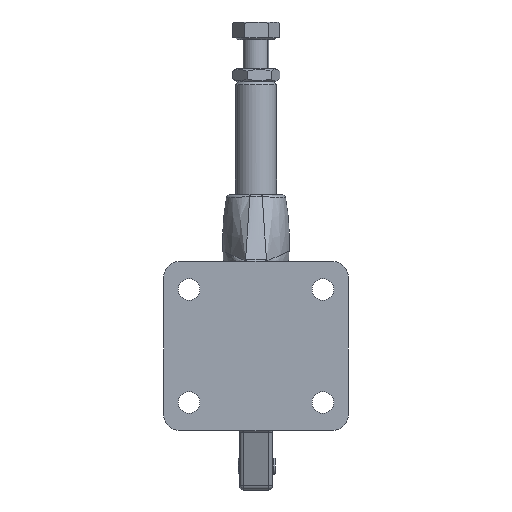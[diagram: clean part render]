
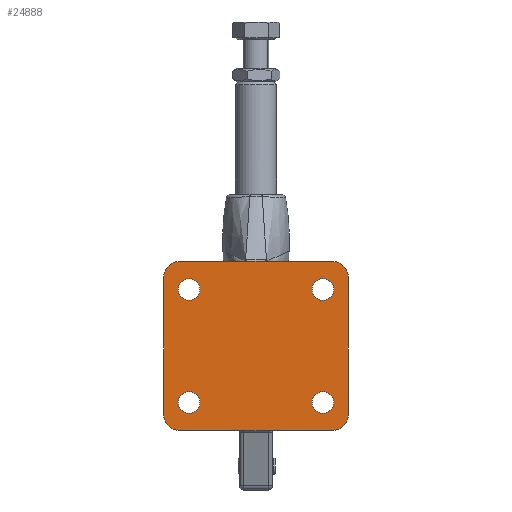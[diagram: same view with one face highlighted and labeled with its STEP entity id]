
A CAD part, front view. The second image highlights one B-rep face of the part: STEP entity #24888.
In plain terms, the highlighted planar face has unit normal (0, -1, 0).
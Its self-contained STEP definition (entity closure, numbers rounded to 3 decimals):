
#42 = EDGE_CURVE ( 'NONE', #4723, #4686, #10671, .T. ) ;
#48 = EDGE_CURVE ( 'NONE', #4722, #4679, #10683, .T. ) ;
#57 = EDGE_CURVE ( 'NONE', #5078, #8797, #10698, .T. ) ;
#58 = EDGE_CURVE ( 'NONE', #5076, #5072, #10689, .T. ) ;
#59 = EDGE_CURVE ( 'NONE', #5074, #5085, #10699, .T. ) ;
#60 = EDGE_CURVE ( 'NONE', #5081, #5087, #10700, .T. ) ;
#61 = EDGE_CURVE ( 'NONE', #4729, #4695, #10701, .T. ) ;
#62 = EDGE_CURVE ( 'NONE', #4649, #4679, #10703, .T. ) ;
#63 = EDGE_CURVE ( 'NONE', #4722, #4723, #10704, .T. ) ;
#64 = EDGE_CURVE ( 'NONE', #4686, #4734, #10705, .T. ) ;
#1868 = CARTESIAN_POINT ( 'NONE',  ( 28.6, -25.4, -20.6 ) ) ;
#1869 = DIRECTION ( 'NONE',  ( -1., 0., 0. ) ) ;
#1879 = CARTESIAN_POINT ( 'NONE',  ( 28.6, -25.4, -73. ) ) ;
#1880 = DIRECTION ( 'NONE',  ( 0., 0., -1. ) ) ;
#1900 = CARTESIAN_POINT ( 'NONE',  ( 20.7, -25.4, -64.3 ) ) ;
#1901 = DIRECTION ( 'NONE',  ( 0., -1., 0. ) ) ;
#1902 = DIRECTION ( 'NONE',  ( 0., 0., -1. ) ) ;
#1903 = CARTESIAN_POINT ( 'NONE',  ( -20.7, -25.4, -64.3 ) ) ;
#1904 = DIRECTION ( 'NONE',  ( 0., -1., 0. ) ) ;
#1905 = DIRECTION ( 'NONE',  ( 0., 0., -1. ) ) ;
#1906 = CARTESIAN_POINT ( 'NONE',  ( 20.7, -25.4, -29.3 ) ) ;
#1907 = DIRECTION ( 'NONE',  ( 0., -1., 0. ) ) ;
#1908 = DIRECTION ( 'NONE',  ( 0., 0., -1. ) ) ;
#1909 = CARTESIAN_POINT ( 'NONE',  ( -20.7, -25.4, -29.3 ) ) ;
#1910 = DIRECTION ( 'NONE',  ( 0., -1., 0. ) ) ;
#1911 = DIRECTION ( 'NONE',  ( 0., 0., -1. ) ) ;
#1912 = CARTESIAN_POINT ( 'NONE',  ( -23.6, -25.4, -68. ) ) ;
#1913 = DIRECTION ( 'NONE',  ( 0., -1., 0. ) ) ;
#1914 = DIRECTION ( 'NONE',  ( 0., 0., 1. ) ) ;
#1915 = CARTESIAN_POINT ( 'NONE',  ( 23.6, -25.4, -68. ) ) ;
#1916 = DIRECTION ( 'NONE',  ( 0., -1., 0. ) ) ;
#1917 = DIRECTION ( 'NONE',  ( 0., 0., 1. ) ) ;
#1920 = CARTESIAN_POINT ( 'NONE',  ( 23.6, -25.4, -25.6 ) ) ;
#1921 = DIRECTION ( 'NONE',  ( 0., -1., 0. ) ) ;
#1922 = DIRECTION ( 'NONE',  ( 0., 0., 1. ) ) ;
#1923 = CARTESIAN_POINT ( 'NONE',  ( -23.6, -25.4, -25.6 ) ) ;
#1924 = DIRECTION ( 'NONE',  ( 0., -1., 0. ) ) ;
#1925 = DIRECTION ( 'NONE',  ( 0., 0., 1. ) ) ;
#4649 = VERTEX_POINT ( 'NONE', #14464 ) ;
#4679 = VERTEX_POINT ( 'NONE', #14494 ) ;
#4686 = VERTEX_POINT ( 'NONE', #14501 ) ;
#4695 = VERTEX_POINT ( 'NONE', #14510 ) ;
#4722 = VERTEX_POINT ( 'NONE', #14537 ) ;
#4723 = VERTEX_POINT ( 'NONE', #14538 ) ;
#4729 = VERTEX_POINT ( 'NONE', #14544 ) ;
#4734 = VERTEX_POINT ( 'NONE', #14549 ) ;
#5072 = VERTEX_POINT ( 'NONE', #14571 ) ;
#5074 = VERTEX_POINT ( 'NONE', #14564 ) ;
#5076 = VERTEX_POINT ( 'NONE', #14579 ) ;
#5078 = VERTEX_POINT ( 'NONE', #14581 ) ;
#5081 = VERTEX_POINT ( 'NONE', #14584 ) ;
#5085 = VERTEX_POINT ( 'NONE', #14588 ) ;
#5087 = VERTEX_POINT ( 'NONE', #14590 ) ;
#5384 = ORIENTED_EDGE ( 'NONE', *, *, #57, .F. ) ;
#5385 = ORIENTED_EDGE ( 'NONE', *, *, #5836, .F. ) ;
#5386 = ORIENTED_EDGE ( 'NONE', *, *, #58, .F. ) ;
#5387 = ORIENTED_EDGE ( 'NONE', *, *, #5840, .F. ) ;
#5388 = ORIENTED_EDGE ( 'NONE', *, *, #59, .F. ) ;
#5389 = ORIENTED_EDGE ( 'NONE', *, *, #5844, .F. ) ;
#5390 = ORIENTED_EDGE ( 'NONE', *, *, #60, .F. ) ;
#5391 = ORIENTED_EDGE ( 'NONE', *, *, #5848, .F. ) ;
#5392 = ORIENTED_EDGE ( 'NONE', *, *, #5916, .T. ) ;
#5393 = ORIENTED_EDGE ( 'NONE', *, *, #61, .T. ) ;
#5394 = ORIENTED_EDGE ( 'NONE', *, *, #5922, .F. ) ;
#5395 = ORIENTED_EDGE ( 'NONE', *, *, #62, .T. ) ;
#5396 = ORIENTED_EDGE ( 'NONE', *, *, #48, .F. ) ;
#5397 = ORIENTED_EDGE ( 'NONE', *, *, #63, .T. ) ;
#5398 = ORIENTED_EDGE ( 'NONE', *, *, #42, .T. ) ;
#5399 = ORIENTED_EDGE ( 'NONE', *, *, #64, .T. ) ;
#5836 = EDGE_CURVE ( 'NONE', #8797, #5078, #15833, .T. ) ;
#5840 = EDGE_CURVE ( 'NONE', #5072, #5076, #15831, .T. ) ;
#5844 = EDGE_CURVE ( 'NONE', #5085, #5074, #15838, .T. ) ;
#5848 = EDGE_CURVE ( 'NONE', #5087, #5081, #15844, .T. ) ;
#5916 = EDGE_CURVE ( 'NONE', #4734, #4729, #15954, .T. ) ;
#5922 = EDGE_CURVE ( 'NONE', #4649, #4695, #15966, .T. ) ;
#7853 = AXIS2_PLACEMENT_3D ( 'NONE', #1900, #1901, #1902 ) ;
#7854 = AXIS2_PLACEMENT_3D ( 'NONE', #1903, #1904, #1905 ) ;
#7855 = AXIS2_PLACEMENT_3D ( 'NONE', #1906, #1907, #1908 ) ;
#7856 = AXIS2_PLACEMENT_3D ( 'NONE', #1909, #1910, #1911 ) ;
#7857 = AXIS2_PLACEMENT_3D ( 'NONE', #1912, #1913, #1914 ) ;
#7858 = AXIS2_PLACEMENT_3D ( 'NONE', #1915, #1916, #1917 ) ;
#7859 = AXIS2_PLACEMENT_3D ( 'NONE', #1920, #1921, #1922 ) ;
#7860 = AXIS2_PLACEMENT_3D ( 'NONE', #1923, #1924, #1925 ) ;
#8084 = AXIS2_PLACEMENT_3D ( 'NONE', #15760, #15761, #15762 ) ;
#8086 = AXIS2_PLACEMENT_3D ( 'NONE', #15770, #15771, #15772 ) ;
#8088 = AXIS2_PLACEMENT_3D ( 'NONE', #15780, #15781, #15782 ) ;
#8090 = AXIS2_PLACEMENT_3D ( 'NONE', #15788, #15789, #15790 ) ;
#8541 = EDGE_LOOP ( 'NONE', ( #5384, #5385 ) ) ;
#8543 = EDGE_LOOP ( 'NONE', ( #5392, #5393, #5394, #5395, #5396, #5397, #5398, #5399 ) ) ;
#8548 = EDGE_LOOP ( 'NONE', ( #5386, #5387 ) ) ;
#8549 = EDGE_LOOP ( 'NONE', ( #5390, #5391 ) ) ;
#8550 = EDGE_LOOP ( 'NONE', ( #5388, #5389 ) ) ;
#8797 = VERTEX_POINT ( 'NONE', #21340 ) ;
#10671 = LINE ( 'NONE', #1868, #10674 ) ;
#10674 = VECTOR ( 'NONE', #1869, 1000. ) ;
#10683 = LINE ( 'NONE', #1879, #10686 ) ;
#10686 = VECTOR ( 'NONE', #1880, 1000. ) ;
#10689 = CIRCLE ( 'NONE', #7854, 3.35 ) ;
#10698 = CIRCLE ( 'NONE', #7853, 3.35 ) ;
#10699 = CIRCLE ( 'NONE', #7855, 3.35 ) ;
#10700 = CIRCLE ( 'NONE', #7856, 3.35 ) ;
#10701 = CIRCLE ( 'NONE', #7857, 5. ) ;
#10703 = CIRCLE ( 'NONE', #7858, 5. ) ;
#10704 = CIRCLE ( 'NONE', #7859, 5. ) ;
#10705 = CIRCLE ( 'NONE', #7860, 5. ) ;
#14464 = CARTESIAN_POINT ( 'NONE',  ( 23.6, -25.4, -73. ) ) ;
#14494 = CARTESIAN_POINT ( 'NONE',  ( 28.6, -25.4, -68. ) ) ;
#14501 = CARTESIAN_POINT ( 'NONE',  ( -23.6, -25.4, -20.6 ) ) ;
#14510 = CARTESIAN_POINT ( 'NONE',  ( -23.6, -25.4, -73. ) ) ;
#14537 = CARTESIAN_POINT ( 'NONE',  ( 28.6, -25.4, -25.6 ) ) ;
#14538 = CARTESIAN_POINT ( 'NONE',  ( 23.6, -25.4, -20.6 ) ) ;
#14544 = CARTESIAN_POINT ( 'NONE',  ( -28.6, -25.4, -68. ) ) ;
#14549 = CARTESIAN_POINT ( 'NONE',  ( -28.6, -25.4, -25.6 ) ) ;
#14564 = CARTESIAN_POINT ( 'NONE',  ( 20.7, -25.4, -32.65 ) ) ;
#14571 = CARTESIAN_POINT ( 'NONE',  ( -20.7, -25.4, -60.95 ) ) ;
#14579 = CARTESIAN_POINT ( 'NONE',  ( -20.7, -25.4, -67.65 ) ) ;
#14581 = CARTESIAN_POINT ( 'NONE',  ( 20.7, -25.4, -67.65 ) ) ;
#14584 = CARTESIAN_POINT ( 'NONE',  ( -20.7, -25.4, -32.65 ) ) ;
#14588 = CARTESIAN_POINT ( 'NONE',  ( 20.7, -25.4, -25.95 ) ) ;
#14590 = CARTESIAN_POINT ( 'NONE',  ( -20.7, -25.4, -25.95 ) ) ;
#15760 = CARTESIAN_POINT ( 'NONE',  ( 20.7, -25.4, -64.3 ) ) ;
#15761 = DIRECTION ( 'NONE',  ( 0., -1., 0. ) ) ;
#15762 = DIRECTION ( 'NONE',  ( 0., 0., -1. ) ) ;
#15770 = CARTESIAN_POINT ( 'NONE',  ( -20.7, -25.4, -64.3 ) ) ;
#15771 = DIRECTION ( 'NONE',  ( 0., -1., 0. ) ) ;
#15772 = DIRECTION ( 'NONE',  ( 0., 0., -1. ) ) ;
#15780 = CARTESIAN_POINT ( 'NONE',  ( 20.7, -25.4, -29.3 ) ) ;
#15781 = DIRECTION ( 'NONE',  ( 0., -1., 0. ) ) ;
#15782 = DIRECTION ( 'NONE',  ( 0., 0., -1. ) ) ;
#15788 = CARTESIAN_POINT ( 'NONE',  ( -20.7, -25.4, -29.3 ) ) ;
#15789 = DIRECTION ( 'NONE',  ( 0., -1., 0. ) ) ;
#15790 = DIRECTION ( 'NONE',  ( 0., 0., -1. ) ) ;
#15831 = CIRCLE ( 'NONE', #8086, 3.35 ) ;
#15833 = CIRCLE ( 'NONE', #8084, 3.35 ) ;
#15838 = CIRCLE ( 'NONE', #8088, 3.35 ) ;
#15844 = CIRCLE ( 'NONE', #8090, 3.35 ) ;
#15954 = LINE ( 'NONE', #17125, #15957 ) ;
#15957 = VECTOR ( 'NONE', #17126, 1000. ) ;
#15966 = LINE ( 'NONE', #17137, #15969 ) ;
#15969 = VECTOR ( 'NONE', #17138, 1000. ) ;
#17125 = CARTESIAN_POINT ( 'NONE',  ( -28.6, -25.4, -73. ) ) ;
#17126 = DIRECTION ( 'NONE',  ( 0., 0., -1. ) ) ;
#17137 = CARTESIAN_POINT ( 'NONE',  ( 28.6, -25.4, -73. ) ) ;
#17138 = DIRECTION ( 'NONE',  ( -1., 0., 0. ) ) ;
#21340 = CARTESIAN_POINT ( 'NONE',  ( 20.7, -25.4, -60.95 ) ) ;
#22002 = FACE_BOUND ( 'NONE', #8550, .T. ) ;
#22005 = FACE_BOUND ( 'NONE', #8541, .T. ) ;
#22007 = FACE_OUTER_BOUND ( 'NONE', #8543, .T. ) ;
#22008 = FACE_BOUND ( 'NONE', #8549, .T. ) ;
#22009 = FACE_BOUND ( 'NONE', #8548, .T. ) ;
#24324 = AXIS2_PLACEMENT_3D ( 'NONE', #26235, #26237, #26242 ) ;
#24888 = ADVANCED_FACE ( 'NONE', ( #22005, #22009, #22002, #22008, #22007 ), #26239, .F. ) ;
#26235 = CARTESIAN_POINT ( 'NONE',  ( 28.6, -25.4, -73. ) ) ;
#26237 = DIRECTION ( 'NONE',  ( 0., 1., 0. ) ) ;
#26239 = PLANE ( 'NONE',  #24324 ) ;
#26242 = DIRECTION ( 'NONE',  ( 0., 0., 1. ) ) ;
